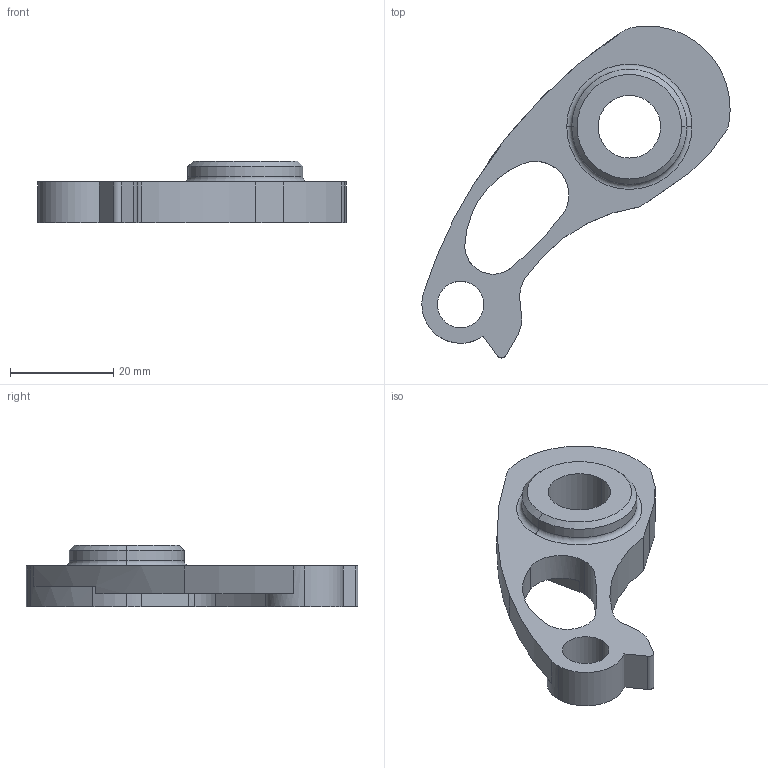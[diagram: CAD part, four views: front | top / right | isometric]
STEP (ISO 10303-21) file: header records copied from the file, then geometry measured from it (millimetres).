
FILE_DESCRIPTION (( 'STEP AP214' ), '1' );
FILE_NAME ('DR4083.STEP', '2018-03-28T19:48:02', ( 'Accounting' ), ( 'Microsoft' ), 'SwSTEP 2.0', 'SolidWorks 2017', '' );
FILE_SCHEMA (( 'AUTOMOTIVE_DESIGN' ));
Length unit declared in the file: millimetre
Products named in the file (1): DR4083
Bounding box: 59.65 x 64.22 x 11.9 mm (x, y, z)
Volume: 10283.4 mm3; surface area: 5410.6 mm2
Topology: 1 solids, 1 shells, 51 faces, 136 edges, 89 vertices
Faces by surface type: cylinder 35, plane 12, cone 2, torus 2
Entity records: 1677 total; most frequent: DIRECTION 321, CARTESIAN_POINT 277, ORIENTED_EDGE 272, EDGE_CURVE 136, AXIS2_PLACEMENT_3D 133, VERTEX_POINT 89, CIRCLE 81, EDGE_LOOP 59
